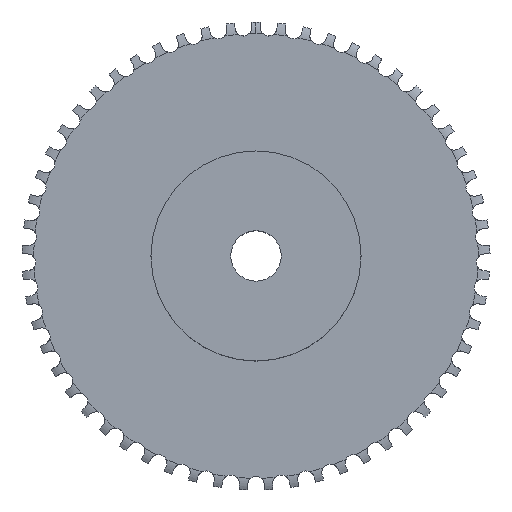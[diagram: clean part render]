
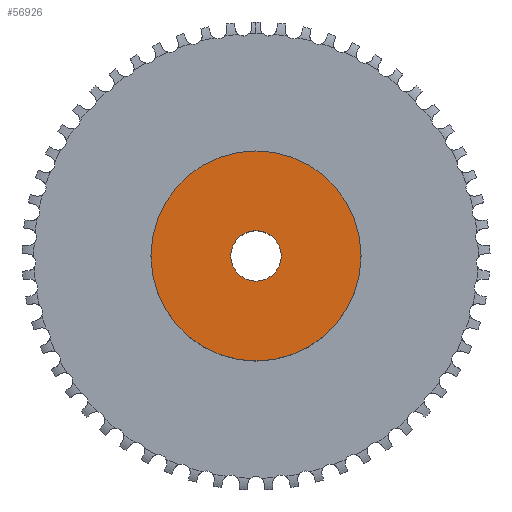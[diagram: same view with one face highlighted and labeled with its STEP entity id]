
A CAD part, top view. The second image highlights one B-rep face of the part: STEP entity #56926.
In plain terms, the highlighted planar face has unit normal (0, 0, 1).
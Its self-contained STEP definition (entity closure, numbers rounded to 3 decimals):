
#9223 = CYLINDRICAL_SURFACE('',#9224,6.);
#9224 = AXIS2_PLACEMENT_3D('',#9225,#9226,#9227);
#9225 = CARTESIAN_POINT('',(0.,0.,160.386));
#9226 = DIRECTION('',(0.,0.,1.));
#9227 = DIRECTION('',(1.,0.,-0.));
#16536 = CYLINDRICAL_SURFACE('',#16537,25.);
#16537 = AXIS2_PLACEMENT_3D('',#16538,#16539,#16540);
#16538 = CARTESIAN_POINT('',(0.,0.,0.));
#16539 = DIRECTION('',(-0.,-0.,-1.));
#16540 = DIRECTION('',(1.,0.,0.));
#46683 = EDGE_CURVE('',#46684,#46684,#46686,.T.);
#46684 = VERTEX_POINT('',#46685);
#46685 = CARTESIAN_POINT('',(6.,0.,18.7));
#46686 = SURFACE_CURVE('',#46687,(#46692,#46699),.PCURVE_S1.);
#46687 = CIRCLE('',#46688,6.);
#46688 = AXIS2_PLACEMENT_3D('',#46689,#46690,#46691);
#46689 = CARTESIAN_POINT('',(0.,0.,18.7));
#46690 = DIRECTION('',(0.,0.,1.));
#46691 = DIRECTION('',(1.,0.,-0.));
#46692 = PCURVE('',#9223,#46693);
#46693 = DEFINITIONAL_REPRESENTATION('',(#46694),#46698);
#46694 = LINE('',#46695,#46696);
#46695 = CARTESIAN_POINT('',(0.,-141.686));
#46696 = VECTOR('',#46697,1.);
#46697 = DIRECTION('',(1.,0.));
#46698 = ( GEOMETRIC_REPRESENTATION_CONTEXT(2) 
PARAMETRIC_REPRESENTATION_CONTEXT() REPRESENTATION_CONTEXT('2D SPACE',''
  ) );
#46699 = PCURVE('',#46700,#46705);
#46700 = PLANE('',#46701);
#46701 = AXIS2_PLACEMENT_3D('',#46702,#46703,#46704);
#46702 = CARTESIAN_POINT('',(0.,0.,18.7));
#46703 = DIRECTION('',(-0.,0.,1.));
#46704 = DIRECTION('',(0.,-1.,0.));
#46705 = DEFINITIONAL_REPRESENTATION('',(#46706),#46710);
#46706 = CIRCLE('',#46707,6.);
#46707 = AXIS2_PLACEMENT_2D('',#46708,#46709);
#46708 = CARTESIAN_POINT('',(0.,0.));
#46709 = DIRECTION('',(0.,1.));
#46710 = ( GEOMETRIC_REPRESENTATION_CONTEXT(2) 
PARAMETRIC_REPRESENTATION_CONTEXT() REPRESENTATION_CONTEXT('2D SPACE',''
  ) );
#53403 = VERTEX_POINT('',#53404);
#53404 = CARTESIAN_POINT('',(25.,0.,18.7));
#53425 = EDGE_CURVE('',#53403,#53403,#53426,.T.);
#53426 = SURFACE_CURVE('',#53427,(#53432,#53439),.PCURVE_S1.);
#53427 = CIRCLE('',#53428,25.);
#53428 = AXIS2_PLACEMENT_3D('',#53429,#53430,#53431);
#53429 = CARTESIAN_POINT('',(0.,0.,18.7));
#53430 = DIRECTION('',(0.,0.,1.));
#53431 = DIRECTION('',(1.,0.,0.));
#53432 = PCURVE('',#16536,#53433);
#53433 = DEFINITIONAL_REPRESENTATION('',(#53434),#53438);
#53434 = LINE('',#53435,#53436);
#53435 = CARTESIAN_POINT('',(-0.,-18.7));
#53436 = VECTOR('',#53437,1.);
#53437 = DIRECTION('',(-1.,0.));
#53438 = ( GEOMETRIC_REPRESENTATION_CONTEXT(2) 
PARAMETRIC_REPRESENTATION_CONTEXT() REPRESENTATION_CONTEXT('2D SPACE',''
  ) );
#53439 = PCURVE('',#46700,#53440);
#53440 = DEFINITIONAL_REPRESENTATION('',(#53441),#53445);
#53441 = CIRCLE('',#53442,25.);
#53442 = AXIS2_PLACEMENT_2D('',#53443,#53444);
#53443 = CARTESIAN_POINT('',(0.,0.));
#53444 = DIRECTION('',(0.,1.));
#53445 = ( GEOMETRIC_REPRESENTATION_CONTEXT(2) 
PARAMETRIC_REPRESENTATION_CONTEXT() REPRESENTATION_CONTEXT('2D SPACE',''
  ) );
#56926 = ADVANCED_FACE('',(#56927,#56930),#46700,.T.);
#56927 = FACE_BOUND('',#56928,.T.);
#56928 = EDGE_LOOP('',(#56929));
#56929 = ORIENTED_EDGE('',*,*,#53425,.T.);
#56930 = FACE_BOUND('',#56931,.T.);
#56931 = EDGE_LOOP('',(#56932));
#56932 = ORIENTED_EDGE('',*,*,#46683,.F.);
